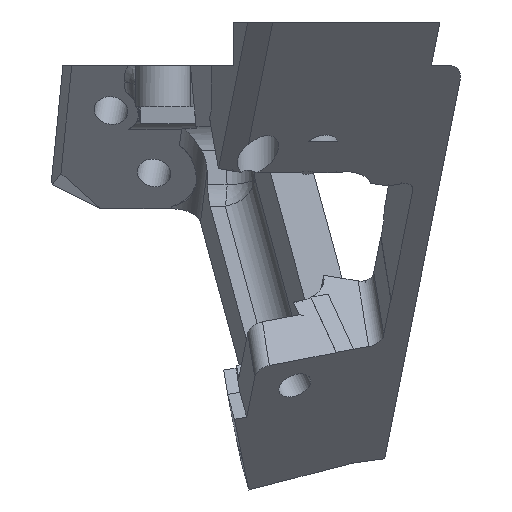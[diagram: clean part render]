
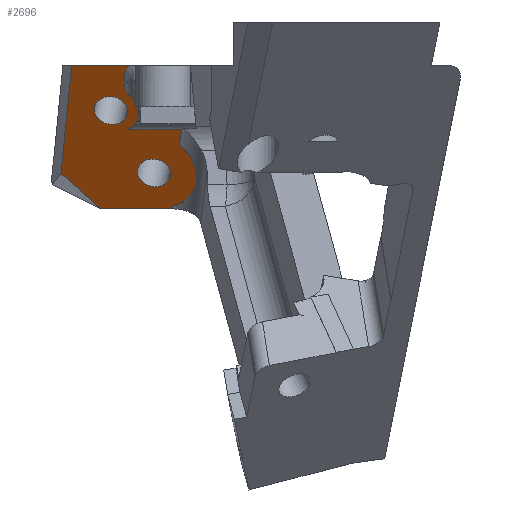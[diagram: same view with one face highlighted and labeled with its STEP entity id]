
A CAD part, front view. The second image highlights one B-rep face of the part: STEP entity #2696.
In plain terms, the highlighted planar face has unit normal (-0.109, -0.815, -0.569).
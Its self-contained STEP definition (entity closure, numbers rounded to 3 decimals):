
#26=FACE_BOUND('',#317,.T.);
#27=FACE_BOUND('',#318,.T.);
#163=FACE_OUTER_BOUND('',#316,.T.);
#316=EDGE_LOOP('',(#2116,#2117,#2118,#2119,#2120,#2121,#2122,#2123,#2124,
#2125,#2126));
#317=EDGE_LOOP('',(#2127));
#318=EDGE_LOOP('',(#2128));
#411=CIRCLE('',#2829,2.457);
#413=CIRCLE('',#2832,2.457);
#427=CIRCLE('',#2884,6.35);
#430=CIRCLE('',#2908,4.096);
#478=B_SPLINE_CURVE_WITH_KNOTS('',3,(#4418,#4419,#4420,#4421,#4422),
 .UNSPECIFIED.,.F.,.F.,(4,1,4),(-0.306,-0.188,0.),
 .UNSPECIFIED.);
#556=LINE('',#3622,#814);
#611=LINE('',#3935,#869);
#612=LINE('',#3956,#870);
#619=LINE('',#3983,#877);
#626=LINE('',#4004,#884);
#670=LINE('',#4335,#928);
#698=LINE('',#4417,#956);
#699=LINE('',#4424,#957);
#814=VECTOR('',#2988,1000.);
#869=VECTOR('',#3135,1000.);
#870=VECTOR('',#3136,1000.);
#877=VECTOR('',#3155,1000.);
#884=VECTOR('',#3166,1000.);
#928=VECTOR('',#3278,1000.);
#956=VECTOR('',#3358,10.);
#957=VECTOR('',#3359,10.);
#1073=VERTEX_POINT('',#3619);
#1074=VERTEX_POINT('',#3621);
#1133=VERTEX_POINT('',#3908);
#1135=VERTEX_POINT('',#3914);
#1140=VERTEX_POINT('',#3929);
#1141=VERTEX_POINT('',#3934);
#1142=VERTEX_POINT('',#3936);
#1143=VERTEX_POINT('',#3955);
#1153=VERTEX_POINT('',#3982);
#1161=VERTEX_POINT('',#4003);
#1244=VERTEX_POINT('',#4415);
#1245=VERTEX_POINT('',#4416);
#1246=VERTEX_POINT('',#4423);
#1337=EDGE_CURVE('',#1074,#1073,#556,.T.);
#1414=EDGE_CURVE('',#1133,#1133,#411,.T.);
#1417=EDGE_CURVE('',#1135,#1135,#413,.T.);
#1424=EDGE_CURVE('',#1140,#1141,#611,.T.);
#1426=EDGE_CURVE('',#1142,#1143,#612,.T.);
#1438=EDGE_CURVE('',#1153,#1073,#619,.T.);
#1447=EDGE_CURVE('',#1143,#1161,#626,.T.);
#1536=EDGE_CURVE('',#1161,#1153,#670,.T.);
#1539=EDGE_CURVE('',#1141,#1142,#427,.T.);
#1573=EDGE_CURVE('',#1244,#1245,#698,.T.);
#1574=EDGE_CURVE('',#1074,#1244,#478,.T.);
#1575=EDGE_CURVE('',#1246,#1140,#699,.T.);
#1576=EDGE_CURVE('',#1246,#1245,#430,.T.);
#2116=ORIENTED_EDGE('',*,*,#1573,.F.);
#2117=ORIENTED_EDGE('',*,*,#1574,.F.);
#2118=ORIENTED_EDGE('',*,*,#1337,.T.);
#2119=ORIENTED_EDGE('',*,*,#1438,.F.);
#2120=ORIENTED_EDGE('',*,*,#1536,.F.);
#2121=ORIENTED_EDGE('',*,*,#1447,.F.);
#2122=ORIENTED_EDGE('',*,*,#1426,.F.);
#2123=ORIENTED_EDGE('',*,*,#1539,.F.);
#2124=ORIENTED_EDGE('',*,*,#1424,.F.);
#2125=ORIENTED_EDGE('',*,*,#1575,.F.);
#2126=ORIENTED_EDGE('',*,*,#1576,.T.);
#2127=ORIENTED_EDGE('',*,*,#1414,.T.);
#2128=ORIENTED_EDGE('',*,*,#1417,.T.);
#2589=PLANE('',#2907);
#2696=ADVANCED_FACE('',(#163,#26,#27),#2589,.F.);
#2829=AXIS2_PLACEMENT_3D('',#3910,#3111,#3112);
#2832=AXIS2_PLACEMENT_3D('',#3916,#3118,#3119);
#2884=AXIS2_PLACEMENT_3D('',#4341,#3285,#3286);
#2907=AXIS2_PLACEMENT_3D('',#4414,#3356,#3357);
#2908=AXIS2_PLACEMENT_3D('',#4425,#3360,#3361);
#2988=DIRECTION('',(-0.991,0.133,0.));
#3111=DIRECTION('center_axis',(0.109,0.815,0.569));
#3112=DIRECTION('ref_axis',(0.,-0.572,0.82));
#3118=DIRECTION('center_axis',(0.109,0.815,0.569));
#3119=DIRECTION('ref_axis',(0.,-0.572,0.82));
#3135=DIRECTION('',(-0.105,0.579,-0.809));
#3136=DIRECTION('',(-0.105,0.579,-0.809));
#3155=DIRECTION('',(0.081,-0.578,0.812));
#3166=DIRECTION('',(-0.991,0.133,0.));
#3278=DIRECTION('',(-0.701,-0.343,0.626));
#3285=DIRECTION('center_axis',(0.109,0.815,0.569));
#3286=DIRECTION('ref_axis',(0.,-0.572,0.82));
#3356=DIRECTION('center_axis',(0.109,0.815,0.569));
#3357=DIRECTION('ref_axis',(0.,0.572,-0.82));
#3358=DIRECTION('',(0.075,0.564,-0.822));
#3359=DIRECTION('',(0.991,-0.133,0.));
#3360=DIRECTION('center_axis',(-0.109,-0.815,-0.569));
#3361=DIRECTION('ref_axis',(0.991,-0.133,0.));
#3619=CARTESIAN_POINT('',(-3215.162,1201.476,0.));
#3621=CARTESIAN_POINT('',(-3206.869,1200.366,0.));
#3622=CARTESIAN_POINT('',(-3206.917,1200.372,0.));
#3908=CARTESIAN_POINT('',(-3209.442,1206.673,-8.543));
#3910=CARTESIAN_POINT('Origin',(-3209.442,1205.266,-6.528));
#3914=CARTESIAN_POINT('',(-3203.212,1212.17,-17.614));
#3916=CARTESIAN_POINT('Origin',(-3203.212,1210.763,-15.599));
#3929=CARTESIAN_POINT('',(-3199.192,1205.824,-9.293));
#3934=CARTESIAN_POINT('',(-3199.495,1207.491,-11.624));
#3935=CARTESIAN_POINT('',(-3200.62,1213.679,-20.273));
#3936=CARTESIAN_POINT('',(-3200.652,1213.855,-20.519));
#3955=CARTESIAN_POINT('',(-3200.691,1214.071,-20.821));
#3956=CARTESIAN_POINT('',(-3200.62,1213.679,-20.273));
#3982=CARTESIAN_POINT('',(-3216.73,1212.618,-15.664));
#3983=CARTESIAN_POINT('',(-3215.162,1201.476,0.));
#4003=CARTESIAN_POINT('',(-3210.953,1215.444,-20.821));
#4004=CARTESIAN_POINT('',(-3190.648,1212.726,-20.821));
#4335=CARTESIAN_POINT('',(-3193.346,1224.057,-36.538));
#4341=CARTESIAN_POINT('Origin',(-3203.212,1210.763,-15.599));
#4414=CARTESIAN_POINT('Origin',(-3145.095,1192.096,0.));
#4415=CARTESIAN_POINT('',(-3207.506,1202.11,-2.378));
#4416=CARTESIAN_POINT('',(-3207.378,1203.06,-3.762));
#4417=CARTESIAN_POINT('',(-3207.475,1202.335,-2.705));
#4418=CARTESIAN_POINT('Ctrl Pts',(-3206.869,1200.366,0.));
#4419=CARTESIAN_POINT('Ctrl Pts',(-3207.095,1200.57,-0.25));
#4420=CARTESIAN_POINT('Ctrl Pts',(-3207.484,1201.156,-1.015));
#4421=CARTESIAN_POINT('Ctrl Pts',(-3207.553,1201.756,-1.861));
#4422=CARTESIAN_POINT('Ctrl Pts',(-3207.506,1202.11,-2.378));
#4423=CARTESIAN_POINT('',(-3206.871,1206.852,-9.293));
#4424=CARTESIAN_POINT('',(-3214.309,1207.848,-9.293));
#4425=CARTESIAN_POINT('Origin',(-3209.442,1205.266,-6.528));
